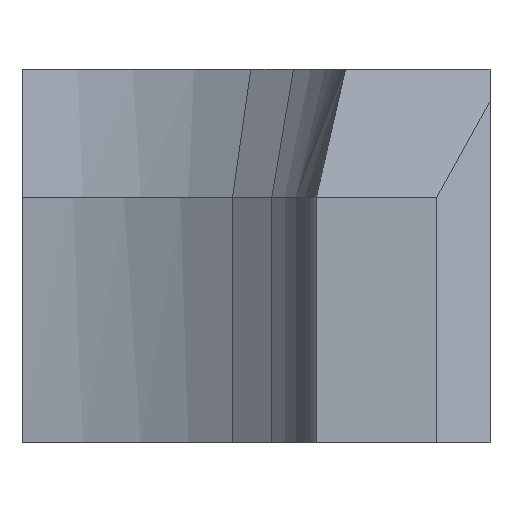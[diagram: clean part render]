
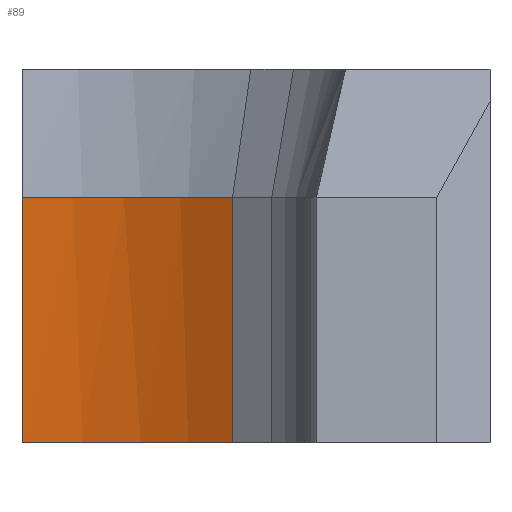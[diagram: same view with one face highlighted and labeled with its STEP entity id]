
A CAD part, front view. The second image highlights one B-rep face of the part: STEP entity #89.
In plain terms, the highlighted free-form (B-spline) face has degree [2, 1] with [9, 2] control points.
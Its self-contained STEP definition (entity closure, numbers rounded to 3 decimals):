
#64=(
BOUNDED_SURFACE()
B_SPLINE_SURFACE(2,1,((#2516,#2517),(#2518,#2519),(#2520,#2521),(#2522,#2523),
(#2524,#2525),(#2526,#2527),(#2528,#2529),(#2530,#2531),(#2532,#2533)),.UNSPECIFIED.,
.T.,.F.,.F.)
B_SPLINE_SURFACE_WITH_KNOTS((3,2,2,2,3),(2,2),(0.,1.571,3.142,
4.712,6.283),(24.,70.),.UNSPECIFIED.)
GEOMETRIC_REPRESENTATION_ITEM()
RATIONAL_B_SPLINE_SURFACE(((1.,1.),(0.707,0.707),
(1.,1.),(0.707,0.707),(1.,1.),(0.707,
0.707),(1.,1.),(0.707,0.707),(1.,1.)))
REPRESENTATION_ITEM('')
SURFACE()
);
#89=ADVANCED_FACE('',(#121),#64,.T.);
#121=FACE_OUTER_BOUND('',#155,.T.);
#155=EDGE_LOOP('',(#241,#242,#243,#244));
#241=ORIENTED_EDGE('',*,*,#432,.T.);
#242=ORIENTED_EDGE('',*,*,#433,.T.);
#243=ORIENTED_EDGE('',*,*,#434,.T.);
#244=ORIENTED_EDGE('',*,*,#435,.T.);
#432=EDGE_CURVE('',#795,#792,#612,.T.);
#433=EDGE_CURVE('',#792,#793,#613,.T.);
#434=EDGE_CURVE('',#793,#794,#614,.T.);
#435=EDGE_CURVE('',#794,#795,#615,.T.);
#612=B_SPLINE_CURVE_WITH_KNOTS('',1,(#1455,#1456),.UNSPECIFIED.,.F.,.F.,
(2,2),(0.,1.),.UNSPECIFIED.);
#613=B_SPLINE_CURVE_WITH_KNOTS('',1,(#1457,#1458,#1459,#1460,#1461,#1462,
#1463,#1464,#1465,#1466,#1467,#1468,#1469,#1470,#1471,#1472,#1473,#1474,
#1475),.UNSPECIFIED.,.F.,.F.,(2,1,1,1,1,1,1,1,1,1,1,1,1,1,1,1,1,1,2),(0.,
0.056,0.111,0.167,0.222,
0.278,0.333,0.389,0.444,
0.5,0.556,0.611,0.667,0.722,
0.778,0.833,0.889,0.944,
1.),.UNSPECIFIED.);
#614=B_SPLINE_CURVE_WITH_KNOTS('',1,(#1476,#1477),.UNSPECIFIED.,.F.,.F.,
(2,2),(0.,1.),.UNSPECIFIED.);
#615=B_SPLINE_CURVE_WITH_KNOTS('',1,(#1478,#1479,#1480,#1481,#1482,#1483,
#1484,#1485,#1486,#1487,#1488,#1489,#1490,#1491,#1492,#1493,#1494,#1495,
#1496),.UNSPECIFIED.,.F.,.F.,(2,1,1,1,1,1,1,1,1,1,1,1,1,1,1,1,1,1,2),(0.,
0.056,0.111,0.167,0.222,
0.278,0.333,0.389,0.444,
0.5,0.556,0.611,0.667,0.722,
0.778,0.833,0.889,0.944,
1.),.UNSPECIFIED.);
#792=VERTEX_POINT('',#1011);
#793=VERTEX_POINT('',#1012);
#794=VERTEX_POINT('',#1013);
#795=VERTEX_POINT('',#1014);
#1011=CARTESIAN_POINT('',(-1.2,-23.822,46.));
#1012=CARTESIAN_POINT('',(-40.6,-11.3,46.));
#1013=CARTESIAN_POINT('',(-40.6,-11.3,0.));
#1014=CARTESIAN_POINT('',(-1.2,-23.822,0.));
#1455=CARTESIAN_POINT('',(-1.2,-23.822,0.));
#1456=CARTESIAN_POINT('',(-1.2,-23.822,46.));
#1457=CARTESIAN_POINT('',(-1.2,-23.822,46.));
#1458=CARTESIAN_POINT('',(-3.136,-22.524,46.));
#1459=CARTESIAN_POINT('',(-5.114,-21.29,46.));
#1460=CARTESIAN_POINT('',(-7.133,-20.123,46.));
#1461=CARTESIAN_POINT('',(-9.189,-19.024,46.));
#1462=CARTESIAN_POINT('',(-11.28,-17.994,46.));
#1463=CARTESIAN_POINT('',(-13.405,-17.034,46.));
#1464=CARTESIAN_POINT('',(-15.56,-16.145,46.));
#1465=CARTESIAN_POINT('',(-17.744,-15.329,46.));
#1466=CARTESIAN_POINT('',(-19.954,-14.586,46.));
#1467=CARTESIAN_POINT('',(-22.188,-13.917,46.));
#1468=CARTESIAN_POINT('',(-24.442,-13.323,46.));
#1469=CARTESIAN_POINT('',(-26.715,-12.804,46.));
#1470=CARTESIAN_POINT('',(-29.004,-12.361,46.));
#1471=CARTESIAN_POINT('',(-31.307,-11.994,46.));
#1472=CARTESIAN_POINT('',(-33.62,-11.705,46.));
#1473=CARTESIAN_POINT('',(-35.942,-11.492,46.));
#1474=CARTESIAN_POINT('',(-38.269,-11.357,46.));
#1475=CARTESIAN_POINT('',(-40.6,-11.3,46.));
#1476=CARTESIAN_POINT('',(-40.6,-11.3,46.));
#1477=CARTESIAN_POINT('',(-40.6,-11.3,0.));
#1478=CARTESIAN_POINT('',(-40.6,-11.3,0.));
#1479=CARTESIAN_POINT('',(-38.269,-11.357,0.));
#1480=CARTESIAN_POINT('',(-35.942,-11.492,0.));
#1481=CARTESIAN_POINT('',(-33.62,-11.705,0.));
#1482=CARTESIAN_POINT('',(-31.307,-11.994,0.));
#1483=CARTESIAN_POINT('',(-29.004,-12.361,0.));
#1484=CARTESIAN_POINT('',(-26.715,-12.804,0.));
#1485=CARTESIAN_POINT('',(-24.442,-13.323,0.));
#1486=CARTESIAN_POINT('',(-22.188,-13.917,0.));
#1487=CARTESIAN_POINT('',(-19.954,-14.586,0.));
#1488=CARTESIAN_POINT('',(-17.744,-15.329,0.));
#1489=CARTESIAN_POINT('',(-15.56,-16.145,0.));
#1490=CARTESIAN_POINT('',(-13.405,-17.034,0.));
#1491=CARTESIAN_POINT('',(-11.28,-17.994,0.));
#1492=CARTESIAN_POINT('',(-9.189,-19.024,0.));
#1493=CARTESIAN_POINT('',(-7.133,-20.123,0.));
#1494=CARTESIAN_POINT('',(-5.114,-21.29,0.));
#1495=CARTESIAN_POINT('',(-3.136,-22.524,0.));
#1496=CARTESIAN_POINT('',(-1.2,-23.822,0.));
#2516=CARTESIAN_POINT('',(-111.157,-81.298,46.));
#2517=CARTESIAN_POINT('',(-111.157,-81.298,0.));
#2518=CARTESIAN_POINT('',(-111.157,-151.298,46.));
#2519=CARTESIAN_POINT('',(-111.157,-151.298,0.));
#2520=CARTESIAN_POINT('',(-41.157,-151.298,46.));
#2521=CARTESIAN_POINT('',(-41.157,-151.298,0.));
#2522=CARTESIAN_POINT('',(28.843,-151.298,46.));
#2523=CARTESIAN_POINT('',(28.843,-151.298,0.));
#2524=CARTESIAN_POINT('',(28.843,-81.298,46.));
#2525=CARTESIAN_POINT('',(28.843,-81.298,0.));
#2526=CARTESIAN_POINT('',(28.843,-11.298,46.));
#2527=CARTESIAN_POINT('',(28.843,-11.298,0.));
#2528=CARTESIAN_POINT('',(-41.157,-11.298,46.));
#2529=CARTESIAN_POINT('',(-41.157,-11.298,0.));
#2530=CARTESIAN_POINT('',(-111.157,-11.298,46.));
#2531=CARTESIAN_POINT('',(-111.157,-11.298,0.));
#2532=CARTESIAN_POINT('',(-111.157,-81.298,46.));
#2533=CARTESIAN_POINT('',(-111.157,-81.298,0.));
